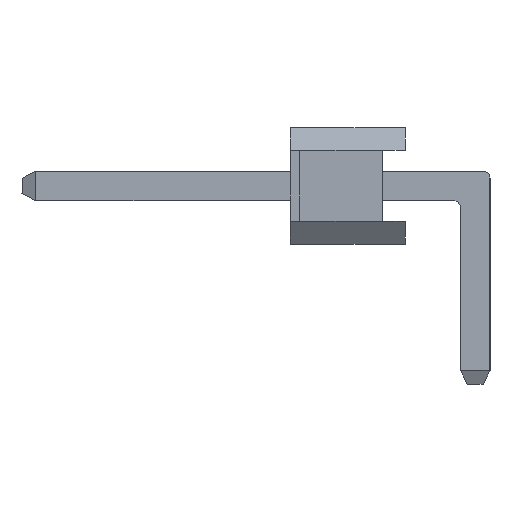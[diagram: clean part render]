
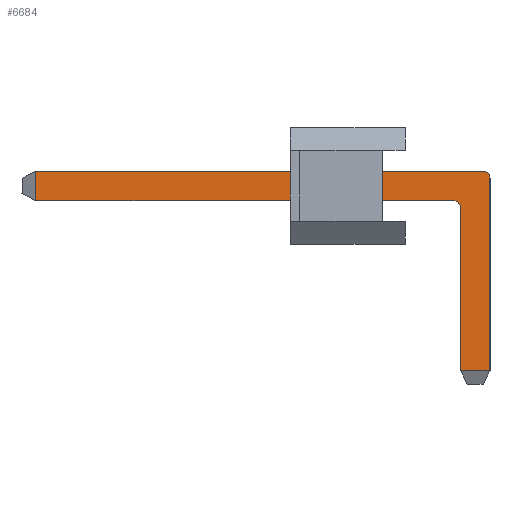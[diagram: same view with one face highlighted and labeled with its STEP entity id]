
A CAD part, left-side view. The second image highlights one B-rep face of the part: STEP entity #6684.
In plain terms, the highlighted planar face has unit normal (-1, 0, 0).
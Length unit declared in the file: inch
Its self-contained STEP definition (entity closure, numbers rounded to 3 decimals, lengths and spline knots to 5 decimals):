
#556 = ORIENTED_EDGE ( 'NONE', *, *, #13391, .T. ) ;
#573 = VECTOR ( 'NONE', #12580, 39.37008 ) ;
#750 = CIRCLE ( 'NONE', #10204, 0.00591 ) ;
#952 = LINE ( 'NONE', #4430, #6452 ) ;
#1013 = DIRECTION ( 'NONE',  ( 0., -1., 0. ) ) ;
#1027 = DIRECTION ( 'NONE',  ( 0., 0., -1. ) ) ;
#1088 = DIRECTION ( 'NONE',  ( 0., -1., 0. ) ) ;
#1092 = EDGE_CURVE ( 'NONE', #10441, #2189, #952, .T. ) ;
#1231 = ORIENTED_EDGE ( 'NONE', *, *, #1513, .T. ) ;
#1513 = EDGE_CURVE ( 'NONE', #8290, #5522, #3480, .T. ) ;
#1547 = CARTESIAN_POINT ( 'NONE',  ( 0., 0.00591, 0.17087 ) ) ;
#1776 = CARTESIAN_POINT ( 'NONE',  ( 0., 0.38898, 0.14567 ) ) ;
#1845 = AXIS2_PLACEMENT_3D ( 'NONE', #6503, #6455, #6402 ) ;
#2001 = ORIENTED_EDGE ( 'NONE', *, *, #10469, .T. ) ;
#2189 = VERTEX_POINT ( 'NONE', #7966 ) ;
#2376 = EDGE_LOOP ( 'NONE', ( #11695, #3209, #1231, #2001, #8585, #7926, #556, #13697 ) ) ;
#2875 = EDGE_CURVE ( 'NONE', #9802, #9594, #13468, .T. ) ;
#3069 = VECTOR ( 'NONE', #5943, 39.37008 ) ;
#3209 = ORIENTED_EDGE ( 'NONE', *, *, #7744, .T. ) ;
#3220 = LINE ( 'NONE', #3448, #8692 ) ;
#3448 = CARTESIAN_POINT ( 'NONE',  ( 0., -0.00551, 0. ) ) ;
#3480 = LINE ( 'NONE', #5953, #573 ) ;
#3561 = LINE ( 'NONE', #10974, #9412 ) ;
#3900 = VERTEX_POINT ( 'NONE', #7883 ) ;
#4156 = EDGE_CURVE ( 'NONE', #2189, #4464, #8718, .T. ) ;
#4337 = DIRECTION ( 'NONE',  ( 0., 0., 1. ) ) ;
#4430 = CARTESIAN_POINT ( 'NONE',  ( 0., 0., -0.06614 ) ) ;
#4464 = VERTEX_POINT ( 'NONE', #1547 ) ;
#4518 = AXIS2_PLACEMENT_3D ( 'NONE', #6487, #7559, #1013 ) ;
#4633 = VECTOR ( 'NONE', #9961, 39.37008 ) ;
#4828 = CARTESIAN_POINT ( 'NONE',  ( 0., -0.00551, 0.17087 ) ) ;
#5128 = CARTESIAN_POINT ( 'NONE',  ( 0., 0.0252, 0. ) ) ;
#5358 = PLANE ( 'NONE',  #4518 ) ;
#5380 = CARTESIAN_POINT ( 'NONE',  ( 0., 0.0252, 0.13976 ) ) ;
#5522 = VERTEX_POINT ( 'NONE', #5128 ) ;
#5943 = DIRECTION ( 'NONE',  ( 0., 1., 0. ) ) ;
#5953 = CARTESIAN_POINT ( 'NONE',  ( 0., 0.0252, -0.06614 ) ) ;
#5954 = LINE ( 'NONE', #4828, #3069 ) ;
#6402 = DIRECTION ( 'NONE',  ( 0., 1., 0. ) ) ;
#6452 = VECTOR ( 'NONE', #4337, 39.37008 ) ;
#6455 = DIRECTION ( 'NONE',  ( -1., 0., 0. ) ) ;
#6487 = CARTESIAN_POINT ( 'NONE',  ( 0., -0.00551, -0.06614 ) ) ;
#6503 = CARTESIAN_POINT ( 'NONE',  ( 0., 0.00591, 0.16496 ) ) ;
#6684 = ADVANCED_FACE ( 'NONE', ( #13370 ), #5358, .T. ) ;
#7559 = DIRECTION ( 'NONE',  ( -1., 0., 0. ) ) ;
#7578 = DIRECTION ( 'NONE',  ( 1., 0., 0. ) ) ;
#7744 = EDGE_CURVE ( 'NONE', #3900, #8290, #750, .T. ) ;
#7756 = CARTESIAN_POINT ( 'NONE',  ( 0., 0., 0. ) ) ;
#7883 = CARTESIAN_POINT ( 'NONE',  ( 0., 0.0311, 0.14567 ) ) ;
#7926 = ORIENTED_EDGE ( 'NONE', *, *, #4156, .T. ) ;
#7966 = CARTESIAN_POINT ( 'NONE',  ( 0., 0., 0.16496 ) ) ;
#8290 = VERTEX_POINT ( 'NONE', #5380 ) ;
#8585 = ORIENTED_EDGE ( 'NONE', *, *, #1092, .T. ) ;
#8692 = VECTOR ( 'NONE', #8907, 39.37008 ) ;
#8718 = CIRCLE ( 'NONE', #1845, 0.00591 ) ;
#8907 = DIRECTION ( 'NONE',  ( 0., -1., 0. ) ) ;
#9412 = VECTOR ( 'NONE', #1088, 39.37008 ) ;
#9594 = VERTEX_POINT ( 'NONE', #1776 ) ;
#9802 = VERTEX_POINT ( 'NONE', #12291 ) ;
#9961 = DIRECTION ( 'NONE',  ( 0., 0., -1. ) ) ;
#10204 = AXIS2_PLACEMENT_3D ( 'NONE', #14225, #7578, #1027 ) ;
#10222 = CARTESIAN_POINT ( 'NONE',  ( 0., 0.38898, -0.06614 ) ) ;
#10441 = VERTEX_POINT ( 'NONE', #7756 ) ;
#10469 = EDGE_CURVE ( 'NONE', #5522, #10441, #3220, .T. ) ;
#10974 = CARTESIAN_POINT ( 'NONE',  ( 0., -0.00551, 0.14567 ) ) ;
#11695 = ORIENTED_EDGE ( 'NONE', *, *, #13136, .T. ) ;
#12291 = CARTESIAN_POINT ( 'NONE',  ( 0., 0.38898, 0.17087 ) ) ;
#12580 = DIRECTION ( 'NONE',  ( 0., 0., -1. ) ) ;
#13136 = EDGE_CURVE ( 'NONE', #9594, #3900, #3561, .T. ) ;
#13370 = FACE_OUTER_BOUND ( 'NONE', #2376, .T. ) ;
#13391 = EDGE_CURVE ( 'NONE', #4464, #9802, #5954, .T. ) ;
#13468 = LINE ( 'NONE', #10222, #4633 ) ;
#13697 = ORIENTED_EDGE ( 'NONE', *, *, #2875, .T. ) ;
#14225 = CARTESIAN_POINT ( 'NONE',  ( 0., 0.0311, 0.13976 ) ) ;
